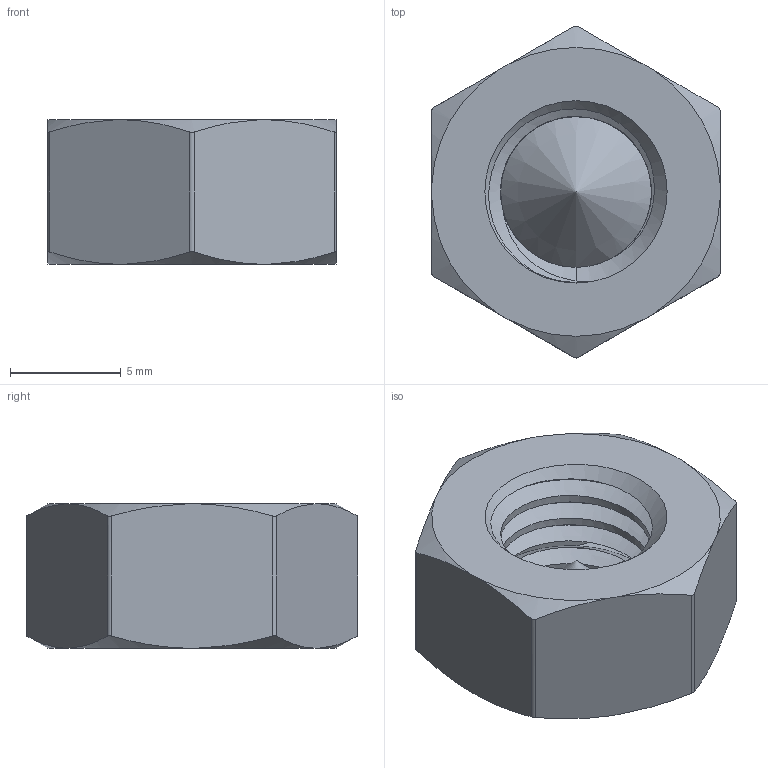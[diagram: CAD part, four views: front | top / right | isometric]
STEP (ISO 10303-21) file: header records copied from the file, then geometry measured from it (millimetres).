
FILE_DESCRIPTION(/* description */ (''),/* implementation_level */ '2;1');
FILE_NAME(/* name */ 'M8 Nut v5.step',/* time_stamp */ '2020-03-03T01:10:18+01:00',/* author */ (''),/* organization */ (''),/* preprocessor_version */ 'ST-DEVELOPER v18',/* originating_system */ 'Autodesk Translation Framework v8.12.0.6',/* authorisation */ '');
FILE_SCHEMA (('AUTOMOTIVE_DESIGN { 1 0 10303 214 3 1 1 }'));
Length unit declared in the file: millimetre
Products named in the file (1): M8 Nut
Bounding box: 13 x 14.95 x 6.5 mm (x, y, z)
Volume: 739.1 mm3; surface area: 785.5 mm2
Topology: 1 solids, 1 shells, 47 faces, 131 edges, 85 vertices
Faces by surface type: cylinder 20, cone 17, plane 8, bspline 2
Full cylindrical faces by diameter (mm): 6.8 x5, 8.17 x5
Entity records: 2744 total; most frequent: CARTESIAN_POINT 1643, ORIENTED_EDGE 258, DIRECTION 179, EDGE_CURVE 129, VERTEX_POINT 84, AXIS2_PLACEMENT_3D 69, EDGE_LOOP 49, FACE_OUTER_BOUND 47
